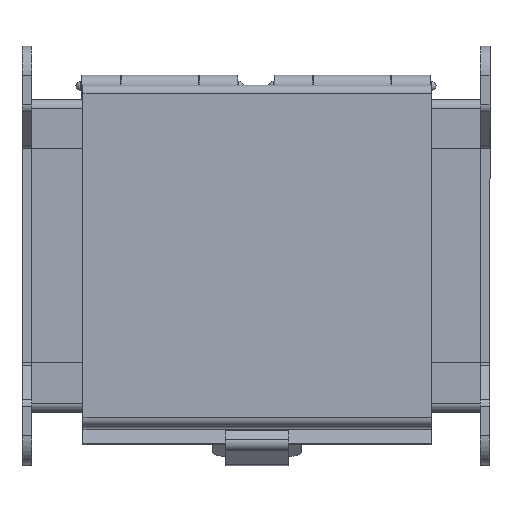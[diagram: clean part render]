
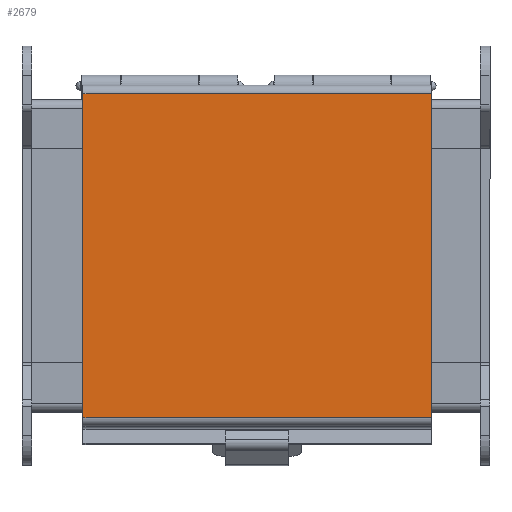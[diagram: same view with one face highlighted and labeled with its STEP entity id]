
A CAD part, top view. The second image highlights one B-rep face of the part: STEP entity #2679.
In plain terms, the highlighted planar face has unit normal (0, 0, 1).
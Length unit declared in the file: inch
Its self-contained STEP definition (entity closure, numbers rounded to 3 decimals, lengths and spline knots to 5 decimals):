
#17 = VERTEX_POINT ( 'NONE', #8533 ) ;
#267 = LINE ( 'NONE', #5611, #8942 ) ;
#286 = DIRECTION ( 'NONE',  ( -1., 0., 0. ) ) ;
#314 = EDGE_CURVE ( 'NONE', #6071, #689, #267, .T. ) ;
#689 = VERTEX_POINT ( 'NONE', #3059 ) ;
#741 = DIRECTION ( 'NONE',  ( 0., 1., 0. ) ) ;
#976 = LINE ( 'NONE', #5026, #1938 ) ;
#1294 = VERTEX_POINT ( 'NONE', #4666 ) ;
#1302 = ORIENTED_EDGE ( 'NONE', *, *, #3941, .T. ) ;
#1861 = EDGE_CURVE ( 'NONE', #1294, #6071, #8418, .T. ) ;
#1938 = VECTOR ( 'NONE', #286, 39.37008 ) ;
#2547 = CARTESIAN_POINT ( 'NONE',  ( -2.218, -2.1885, 4.172 ) ) ;
#2679 = ADVANCED_FACE ( 'NONE', ( #3487 ), #6292, .T. ) ;
#2923 = DIRECTION ( 'NONE',  ( 1., 0., 0. ) ) ;
#3059 = CARTESIAN_POINT ( 'NONE',  ( 2.25, 2.0785, 4.172 ) ) ;
#3108 = EDGE_LOOP ( 'NONE', ( #1302, #8251, #7013, #3791 ) ) ;
#3205 = EDGE_CURVE ( 'NONE', #689, #17, #976, .T. ) ;
#3436 = DIRECTION ( 'NONE',  ( 1., 0., 0. ) ) ;
#3487 = FACE_OUTER_BOUND ( 'NONE', #3108, .T. ) ;
#3621 = CARTESIAN_POINT ( 'NONE',  ( -2.218, -2.0805, 4.172 ) ) ;
#3791 = ORIENTED_EDGE ( 'NONE', *, *, #3205, .T. ) ;
#3941 = EDGE_CURVE ( 'NONE', #17, #1294, #6773, .T. ) ;
#4666 = CARTESIAN_POINT ( 'NONE',  ( -2.218, -2.0805, 4.172 ) ) ;
#4861 = DIRECTION ( 'NONE',  ( 0., 0., 1. ) ) ;
#4862 = VECTOR ( 'NONE', #8817, 39.37008 ) ;
#5026 = CARTESIAN_POINT ( 'NONE',  ( -2.218, 2.0785, 4.172 ) ) ;
#5499 = CARTESIAN_POINT ( 'NONE',  ( -2.218, -2.1885, 4.172 ) ) ;
#5611 = CARTESIAN_POINT ( 'NONE',  ( 2.25, -2.1885, 4.172 ) ) ;
#6071 = VERTEX_POINT ( 'NONE', #7461 ) ;
#6292 = PLANE ( 'NONE',  #6359 ) ;
#6359 = AXIS2_PLACEMENT_3D ( 'NONE', #5499, #4861, #3436 ) ;
#6428 = VECTOR ( 'NONE', #2923, 39.37008 ) ;
#6773 = LINE ( 'NONE', #2547, #4862 ) ;
#7013 = ORIENTED_EDGE ( 'NONE', *, *, #314, .T. ) ;
#7461 = CARTESIAN_POINT ( 'NONE',  ( 2.25, -2.0805, 4.172 ) ) ;
#8251 = ORIENTED_EDGE ( 'NONE', *, *, #1861, .T. ) ;
#8418 = LINE ( 'NONE', #3621, #6428 ) ;
#8533 = CARTESIAN_POINT ( 'NONE',  ( -2.218, 2.0785, 4.172 ) ) ;
#8817 = DIRECTION ( 'NONE',  ( 0., -1., 0. ) ) ;
#8942 = VECTOR ( 'NONE', #741, 39.37008 ) ;
